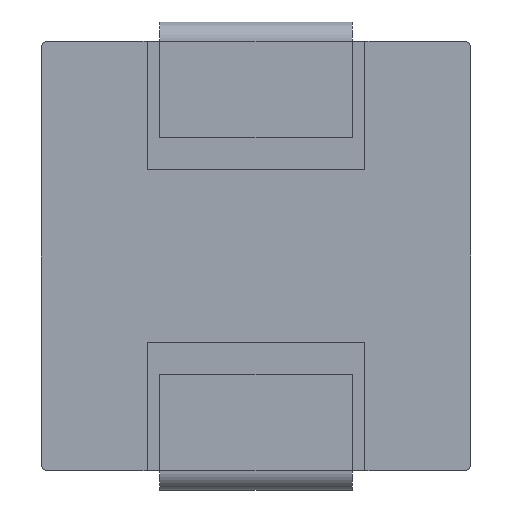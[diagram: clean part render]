
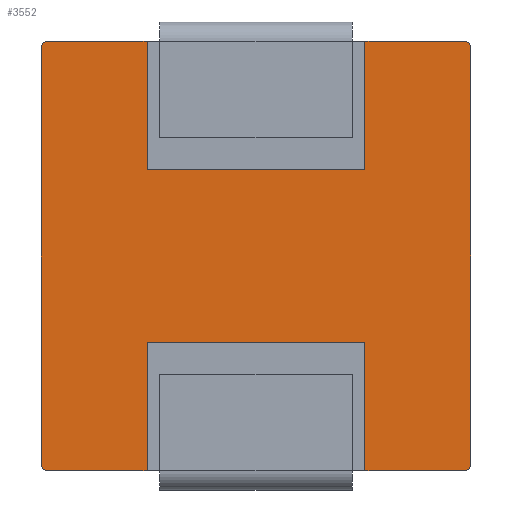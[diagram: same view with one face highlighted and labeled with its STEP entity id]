
A CAD part, front view. The second image highlights one B-rep face of the part: STEP entity #3552.
In plain terms, the highlighted planar face has unit normal (0, -1, 0).
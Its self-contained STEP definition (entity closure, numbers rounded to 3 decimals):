
#263 = VERTEX_POINT ( 'NONE', #1703 ) ;
#264 = VERTEX_POINT ( 'NONE', #1702 ) ;
#265 = VERTEX_POINT ( 'NONE', #1701 ) ;
#266 = VERTEX_POINT ( 'NONE', #1700 ) ;
#267 = VERTEX_POINT ( 'NONE', #1699 ) ;
#269 = VERTEX_POINT ( 'NONE', #1697 ) ;
#271 = VERTEX_POINT ( 'NONE', #1695 ) ;
#273 = VERTEX_POINT ( 'NONE', #1693 ) ;
#280 = VERTEX_POINT ( 'NONE', #1686 ) ;
#281 = VERTEX_POINT ( 'NONE', #1685 ) ;
#283 = VERTEX_POINT ( 'NONE', #1683 ) ;
#285 = VERTEX_POINT ( 'NONE', #1681 ) ;
#291 = VERTEX_POINT ( 'NONE', #1675 ) ;
#298 = VERTEX_POINT ( 'NONE', #1668 ) ;
#299 = VERTEX_POINT ( 'NONE', #1667 ) ;
#301 = VERTEX_POINT ( 'NONE', #1665 ) ;
#438 = ORIENTED_EDGE ( 'NONE', *, *, #4193, .F. ) ;
#440 = ORIENTED_EDGE ( 'NONE', *, *, #4200, .F. ) ;
#441 = ORIENTED_EDGE ( 'NONE', *, *, #4187, .F. ) ;
#442 = ORIENTED_EDGE ( 'NONE', *, *, #4229, .F. ) ;
#443 = ORIENTED_EDGE ( 'NONE', *, *, #4195, .F. ) ;
#444 = ORIENTED_EDGE ( 'NONE', *, *, #4198, .F. ) ;
#445 = ORIENTED_EDGE ( 'NONE', *, *, #1192, .F. ) ;
#446 = ORIENTED_EDGE ( 'NONE', *, *, #4186, .F. ) ;
#447 = ORIENTED_EDGE ( 'NONE', *, *, #1191, .F. ) ;
#448 = ORIENTED_EDGE ( 'NONE', *, *, #4209, .F. ) ;
#449 = ORIENTED_EDGE ( 'NONE', *, *, #4189, .F. ) ;
#453 = ORIENTED_EDGE ( 'NONE', *, *, #4212, .F. ) ;
#454 = ORIENTED_EDGE ( 'NONE', *, *, #4190, .F. ) ;
#455 = ORIENTED_EDGE ( 'NONE', *, *, #4221, .F. ) ;
#456 = ORIENTED_EDGE ( 'NONE', *, *, #1190, .F. ) ;
#458 = ORIENTED_EDGE ( 'NONE', *, *, #1189, .F. ) ;
#745 = VECTOR ( 'NONE', #5248, 1000. ) ;
#746 = VECTOR ( 'NONE', #5251, 1000. ) ;
#747 = VECTOR ( 'NONE', #5254, 1000. ) ;
#748 = VECTOR ( 'NONE', #5257, 1000. ) ;
#1189 = EDGE_CURVE ( 'NONE', #266, #263, #5246, .T. ) ;
#1190 = EDGE_CURVE ( 'NONE', #263, #291, #5249, .T. ) ;
#1191 = EDGE_CURVE ( 'NONE', #280, #264, #5252, .T. ) ;
#1192 = EDGE_CURVE ( 'NONE', #264, #265, #5255, .T. ) ;
#1665 = CARTESIAN_POINT ( 'NONE',  ( -3.25, 0., -3.35 ) ) ;
#1667 = CARTESIAN_POINT ( 'NONE',  ( 3.25, 0., -3.35 ) ) ;
#1668 = CARTESIAN_POINT ( 'NONE',  ( 1.7, 0., -3.35 ) ) ;
#1675 = CARTESIAN_POINT ( 'NONE',  ( -1.7, 0., -3.35 ) ) ;
#1681 = CARTESIAN_POINT ( 'NONE',  ( -3.25, 0., 3.35 ) ) ;
#1683 = CARTESIAN_POINT ( 'NONE',  ( -3.35, 0., 3.25 ) ) ;
#1685 = CARTESIAN_POINT ( 'NONE',  ( 3.25, 0., 3.35 ) ) ;
#1686 = CARTESIAN_POINT ( 'NONE',  ( -1.7, 0., 3.35 ) ) ;
#1693 = CARTESIAN_POINT ( 'NONE',  ( 1.7, 0., 3.35 ) ) ;
#1695 = CARTESIAN_POINT ( 'NONE',  ( 3.35, 0., 3.25 ) ) ;
#1697 = CARTESIAN_POINT ( 'NONE',  ( 3.35, 0., -3.25 ) ) ;
#1699 = CARTESIAN_POINT ( 'NONE',  ( -3.35, 0., -3.25 ) ) ;
#1700 = CARTESIAN_POINT ( 'NONE',  ( 1.7, 0., -1.35 ) ) ;
#1701 = CARTESIAN_POINT ( 'NONE',  ( 1.7, 0., 1.35 ) ) ;
#1702 = CARTESIAN_POINT ( 'NONE',  ( -1.7, 0., 1.35 ) ) ;
#1703 = CARTESIAN_POINT ( 'NONE',  ( -1.7, 0., -1.35 ) ) ;
#1726 = EDGE_LOOP ( 'NONE', ( #441, #442, #438, #443, #444, #440, #446, #445, #447, #448, #453, #449, #454, #455, #456, #458 ) ) ;
#2276 = PLANE ( 'NONE',  #5034 ) ;
#2277 = CARTESIAN_POINT ( 'NONE',  ( -3.25, 0., 3.25 ) ) ;
#2278 = DIRECTION ( 'NONE',  ( 0., -1., 0. ) ) ;
#2279 = DIRECTION ( 'NONE',  ( 0., 0., -1. ) ) ;
#2588 = LINE ( 'NONE', #2589, #3416 ) ;
#2589 = CARTESIAN_POINT ( 'NONE',  ( 1.7, 0., 3.35 ) ) ;
#2590 = DIRECTION ( 'NONE',  ( 0., 0., 1. ) ) ;
#2591 = CARTESIAN_POINT ( 'NONE',  ( -3.25, 0., -3.25 ) ) ;
#2592 = LINE ( 'NONE', #2593, #3417 ) ;
#2593 = CARTESIAN_POINT ( 'NONE',  ( 1.7, 0., -3.35 ) ) ;
#2594 = DIRECTION ( 'NONE',  ( 0., 0., 1. ) ) ;
#2598 = LINE ( 'NONE', #2599, #3421 ) ;
#2599 = CARTESIAN_POINT ( 'NONE',  ( -3.35, 0., 3.25 ) ) ;
#2600 = DIRECTION ( 'NONE',  ( 0., 0., 1. ) ) ;
#2601 = DIRECTION ( 'NONE',  ( 0., 1., 0. ) ) ;
#2602 = DIRECTION ( 'NONE',  ( 0., 0., -1. ) ) ;
#2609 = CARTESIAN_POINT ( 'NONE',  ( 3.25, 0., -3.25 ) ) ;
#2610 = DIRECTION ( 'NONE',  ( 0., 1., 0. ) ) ;
#2611 = DIRECTION ( 'NONE',  ( 0., 0., -1. ) ) ;
#2615 = CARTESIAN_POINT ( 'NONE',  ( 3.25, 0., 3.25 ) ) ;
#2616 = LINE ( 'NONE', #2617, #3426 ) ;
#2617 = CARTESIAN_POINT ( 'NONE',  ( 3.35, 0., 3.25 ) ) ;
#2618 = DIRECTION ( 'NONE',  ( 0., 0., -1. ) ) ;
#2625 = DIRECTION ( 'NONE',  ( 0., 1., 0. ) ) ;
#2626 = DIRECTION ( 'NONE',  ( 0., 0., 1. ) ) ;
#2631 = LINE ( 'NONE', #2632, #3432 ) ;
#2632 = CARTESIAN_POINT ( 'NONE',  ( -3.25, 0., 3.35 ) ) ;
#2633 = DIRECTION ( 'NONE',  ( 1., 0., 0. ) ) ;
#2636 = CARTESIAN_POINT ( 'NONE',  ( -3.25, 0., 3.25 ) ) ;
#2658 = LINE ( 'NONE', #2659, #3440 ) ;
#2659 = CARTESIAN_POINT ( 'NONE',  ( -3.25, 0., 3.35 ) ) ;
#2660 = DIRECTION ( 'NONE',  ( 1., 0., 0. ) ) ;
#2667 = DIRECTION ( 'NONE',  ( 0., 1., 0. ) ) ;
#2668 = DIRECTION ( 'NONE',  ( 0., 0., -1. ) ) ;
#2694 = LINE ( 'NONE', #2695, #3452 ) ;
#2695 = CARTESIAN_POINT ( 'NONE',  ( -3.25, 0., -3.35 ) ) ;
#2696 = DIRECTION ( 'NONE',  ( -1., 0., 0. ) ) ;
#2718 = LINE ( 'NONE', #2719, #3460 ) ;
#2719 = CARTESIAN_POINT ( 'NONE',  ( -3.25, 0., -3.35 ) ) ;
#2720 = DIRECTION ( 'NONE',  ( -1., 0., 0. ) ) ;
#3416 = VECTOR ( 'NONE', #2590, 1000. ) ;
#3417 = VECTOR ( 'NONE', #2594, 1000. ) ;
#3418 = AXIS2_PLACEMENT_3D ( 'NONE', #2591, #2601, #2602 ) ;
#3420 = AXIS2_PLACEMENT_3D ( 'NONE', #2609, #2610, #2611 ) ;
#3421 = VECTOR ( 'NONE', #2600, 1000. ) ;
#3425 = AXIS2_PLACEMENT_3D ( 'NONE', #2615, #2625, #2626 ) ;
#3426 = VECTOR ( 'NONE', #2618, 1000. ) ;
#3428 = AXIS2_PLACEMENT_3D ( 'NONE', #2636, #2667, #2668 ) ;
#3432 = VECTOR ( 'NONE', #2633, 1000. ) ;
#3440 = VECTOR ( 'NONE', #2660, 1000. ) ;
#3452 = VECTOR ( 'NONE', #2696, 1000. ) ;
#3460 = VECTOR ( 'NONE', #2720, 1000. ) ;
#3552 = ADVANCED_FACE ( 'NONE', ( #5035 ), #2276, .T. ) ;
#4186 = EDGE_CURVE ( 'NONE', #265, #273, #2588, .T. ) ;
#4187 = EDGE_CURVE ( 'NONE', #298, #266, #2592, .T. ) ;
#4189 = EDGE_CURVE ( 'NONE', #267, #283, #2598, .T. ) ;
#4190 = EDGE_CURVE ( 'NONE', #301, #267, #6142, .T. ) ;
#4193 = EDGE_CURVE ( 'NONE', #269, #299, #6143, .T. ) ;
#4195 = EDGE_CURVE ( 'NONE', #271, #269, #2616, .T. ) ;
#4198 = EDGE_CURVE ( 'NONE', #281, #271, #6145, .T. ) ;
#4200 = EDGE_CURVE ( 'NONE', #273, #281, #2631, .T. ) ;
#4209 = EDGE_CURVE ( 'NONE', #285, #280, #2658, .T. ) ;
#4212 = EDGE_CURVE ( 'NONE', #283, #285, #6147, .T. ) ;
#4221 = EDGE_CURVE ( 'NONE', #291, #301, #2694, .T. ) ;
#4229 = EDGE_CURVE ( 'NONE', #299, #298, #2718, .T. ) ;
#5034 = AXIS2_PLACEMENT_3D ( 'NONE', #2277, #2278, #2279 ) ;
#5035 = FACE_OUTER_BOUND ( 'NONE', #1726, .T. ) ;
#5246 = LINE ( 'NONE', #5247, #745 ) ;
#5247 = CARTESIAN_POINT ( 'NONE',  ( 1.7, 0., -1.35 ) ) ;
#5248 = DIRECTION ( 'NONE',  ( -1., 0., 0. ) ) ;
#5249 = LINE ( 'NONE', #5250, #746 ) ;
#5250 = CARTESIAN_POINT ( 'NONE',  ( -1.7, 0., -3.35 ) ) ;
#5251 = DIRECTION ( 'NONE',  ( 0., 0., -1. ) ) ;
#5252 = LINE ( 'NONE', #5253, #747 ) ;
#5253 = CARTESIAN_POINT ( 'NONE',  ( -1.7, 0., 3.35 ) ) ;
#5254 = DIRECTION ( 'NONE',  ( 0., 0., -1. ) ) ;
#5255 = LINE ( 'NONE', #5256, #748 ) ;
#5256 = CARTESIAN_POINT ( 'NONE',  ( 1.7, 0., 1.35 ) ) ;
#5257 = DIRECTION ( 'NONE',  ( 1., 0., 0. ) ) ;
#6142 = CIRCLE ( 'NONE', #3418, 0.1 ) ;
#6143 = CIRCLE ( 'NONE', #3420, 0.1 ) ;
#6145 = CIRCLE ( 'NONE', #3425, 0.1 ) ;
#6147 = CIRCLE ( 'NONE', #3428, 0.1 ) ;
